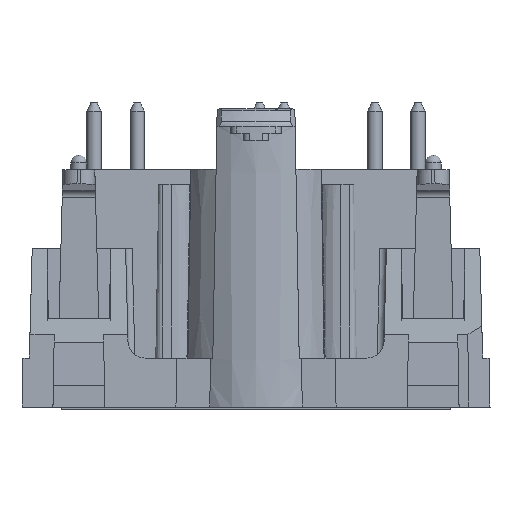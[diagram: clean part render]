
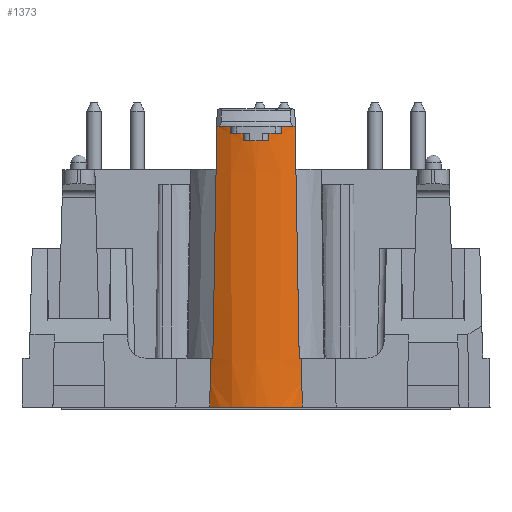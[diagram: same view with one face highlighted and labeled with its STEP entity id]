
A CAD part, left-side view. The second image highlights one B-rep face of the part: STEP entity #1373.
In plain terms, the highlighted conical face has half-angle 0.356 degrees and reference radius 5.5 mm.
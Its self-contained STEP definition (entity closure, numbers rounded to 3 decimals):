
#1373 = ADVANCED_FACE( '', ( #3499 ), #3500, .T. );
#3499 = FACE_OUTER_BOUND( '', #6543, .T. );
#3500 = CONICAL_SURFACE( '', #6544, 5.5, 0.006 );
#6543 = EDGE_LOOP( '', ( #10714, #10715, #10716, #10717, #10718, #10719, #10720, #10721, #10722, #10723, #10724, #10725, #10726, #10727, #10728, #10729 ) );
#6544 = AXIS2_PLACEMENT_3D( '', #10730, #10731, #10732 );
#10714 = ORIENTED_EDGE( '', *, *, #17798, .F. );
#10715 = ORIENTED_EDGE( '', *, *, #18239, .F. );
#10716 = ORIENTED_EDGE( '', *, *, #17378, .T. );
#10717 = ORIENTED_EDGE( '', *, *, #18395, .F. );
#10718 = ORIENTED_EDGE( '', *, *, #18396, .T. );
#10719 = ORIENTED_EDGE( '', *, *, #17429, .T. );
#10720 = ORIENTED_EDGE( '', *, *, #18397, .T. );
#10721 = ORIENTED_EDGE( '', *, *, #18398, .T. );
#10722 = ORIENTED_EDGE( '', *, *, #18399, .T. );
#10723 = ORIENTED_EDGE( '', *, *, #18400, .T. );
#10724 = ORIENTED_EDGE( '', *, *, #18068, .T. );
#10725 = ORIENTED_EDGE( '', *, *, #18401, .T. );
#10726 = ORIENTED_EDGE( '', *, *, #18402, .T. );
#10727 = ORIENTED_EDGE( '', *, *, #17575, .F. );
#10728 = ORIENTED_EDGE( '', *, *, #18403, .T. );
#10729 = ORIENTED_EDGE( '', *, *, #18404, .T. );
#10730 = CARTESIAN_POINT( '', ( -27.5, 0., 3.25 ) );
#10731 = DIRECTION( '', ( 0., 0., 1. ) );
#10732 = DIRECTION( '', ( -1., 0., 0. ) );
#17378 = EDGE_CURVE( '', #20633, #20639, #20641, .T. );
#17429 = EDGE_CURVE( '', #20733, #20731, #20734, .T. );
#17575 = EDGE_CURVE( '', #20986, #20988, #20989, .T. );
#17798 = EDGE_CURVE( '', #21378, #21380, #21381, .T. );
#18068 = EDGE_CURVE( '', #21844, #21842, #21845, .T. );
#18239 = EDGE_CURVE( '', #20633, #21378, #22132, .T. );
#18395 = EDGE_CURVE( '', #22391, #20639, #22392, .T. );
#18396 = EDGE_CURVE( '', #22391, #20733, #22393, .T. );
#18397 = EDGE_CURVE( '', #20731, #22394, #22395, .T. );
#18398 = EDGE_CURVE( '', #22394, #22396, #22397, .T. );
#18399 = EDGE_CURVE( '', #22396, #22398, #22399, .T. );
#18400 = EDGE_CURVE( '', #22398, #21844, #22400, .T. );
#18401 = EDGE_CURVE( '', #21842, #22401, #22402, .T. );
#18402 = EDGE_CURVE( '', #22401, #20988, #22403, .T. );
#18403 = EDGE_CURVE( '', #20986, #22404, #22405, .T. );
#18404 = EDGE_CURVE( '', #22404, #21380, #22406, .T. );
#20633 = VERTEX_POINT( '', #25440 );
#20639 = VERTEX_POINT( '', #25447 );
#20641 = CIRCLE( '', #25449, 5.5 );
#20731 = VERTEX_POINT( '', #25596 );
#20733 = VERTEX_POINT( '', #25599 );
#20734 = LINE( '', #25600, #25601 );
#20986 = VERTEX_POINT( '', #25972 );
#20988 = VERTEX_POINT( '', #25974 );
#20989 = ELLIPSE( '', #25975, 430.867, 7.027 );
#21378 = VERTEX_POINT( '', #26559 );
#21380 = VERTEX_POINT( '', #26562 );
#21381 = CIRCLE( '', #26563, 5.479 );
#21842 = VERTEX_POINT( '', #27241 );
#21844 = VERTEX_POINT( '', #27244 );
#21845 = CIRCLE( '', #27245, 5.597 );
#22132 = ELLIPSE( '', #27646, 255.779, 4.172 );
#22391 = VERTEX_POINT( '', #28015 );
#22392 = ELLIPSE( '', #28016, 430.867, 7.027 );
#22393 = CIRCLE( '', #28017, 5.6 );
#22394 = VERTEX_POINT( '', #28018 );
#22395 = CIRCLE( '', #28019, 5.597 );
#22396 = VERTEX_POINT( '', #28020 );
#22397 = LINE( '', #28021, #28022 );
#22398 = VERTEX_POINT( '', #28023 );
#22399 = CIRCLE( '', #28024, 5.594 );
#22400 = LINE( '', #28025, #28026 );
#22401 = VERTEX_POINT( '', #28027 );
#22402 = LINE( '', #28028, #28029 );
#22403 = CIRCLE( '', #28030, 5.6 );
#22404 = VERTEX_POINT( '', #28031 );
#22405 = CIRCLE( '', #28032, 5.5 );
#22406 = ELLIPSE( '', #28033, 255.779, 4.172 );
#25440 = CARTESIAN_POINT( '', ( -32., -3.162, 3.25 ) );
#25447 = CARTESIAN_POINT( '', ( -32.11, -3., 3.25 ) );
#25449 = AXIS2_PLACEMENT_3D( '', #32421, #32422, #32423 );
#25596 = CARTESIAN_POINT( '', ( -32.816, -1.75, 18.85 ) );
#25599 = CARTESIAN_POINT( '', ( -32.82, -1.75, 19.35 ) );
#25600 = CARTESIAN_POINT( '', ( -32.818, -1.75, 19.1 ) );
#25601 = VECTOR( '', #32470, 1000. );
#25972 = CARTESIAN_POINT( '', ( -32.11, 3., 3.25 ) );
#25974 = CARTESIAN_POINT( '', ( -32.396, 2.719, 19.35 ) );
#25975 = AXIS2_PLACEMENT_3D( '', #32621, #32622, #32623 );
#26559 = CARTESIAN_POINT( '', ( -31.941, -3.209, -0.15 ) );
#26562 = CARTESIAN_POINT( '', ( -31.941, 3.209, -0.15 ) );
#26563 = AXIS2_PLACEMENT_3D( '', #32861, #32862, #32863 );
#27241 = CARTESIAN_POINT( '', ( -32.816, 1.75, 18.85 ) );
#27244 = CARTESIAN_POINT( '', ( -33.024, 0.9, 18.85 ) );
#27245 = AXIS2_PLACEMENT_3D( '', #33148, #33149, #33150 );
#27646 = AXIS2_PLACEMENT_3D( '', #33354, #33355, #33356 );
#28015 = CARTESIAN_POINT( '', ( -32.396, -2.719, 19.35 ) );
#28016 = AXIS2_PLACEMENT_3D( '', #33515, #33516, #33517 );
#28017 = AXIS2_PLACEMENT_3D( '', #33518, #33519, #33520 );
#28018 = CARTESIAN_POINT( '', ( -33.024, -0.9, 18.85 ) );
#28019 = AXIS2_PLACEMENT_3D( '', #33521, #33522, #33523 );
#28020 = CARTESIAN_POINT( '', ( -33.021, -0.9, 18.35 ) );
#28021 = CARTESIAN_POINT( '', ( -33.022, -0.9, 18.6 ) );
#28022 = VECTOR( '', #33524, 1000. );
#28023 = CARTESIAN_POINT( '', ( -33.021, 0.9, 18.35 ) );
#28024 = AXIS2_PLACEMENT_3D( '', #33525, #33526, #33527 );
#28025 = CARTESIAN_POINT( '', ( -33.022, 0.9, 18.6 ) );
#28026 = VECTOR( '', #33528, 1000. );
#28027 = CARTESIAN_POINT( '', ( -32.82, 1.75, 19.35 ) );
#28028 = CARTESIAN_POINT( '', ( -32.818, 1.75, 19.1 ) );
#28029 = VECTOR( '', #33529, 1000. );
#28030 = AXIS2_PLACEMENT_3D( '', #33530, #33531, #33532 );
#28031 = CARTESIAN_POINT( '', ( -32., 3.162, 3.25 ) );
#28032 = AXIS2_PLACEMENT_3D( '', #33533, #33534, #33535 );
#28033 = AXIS2_PLACEMENT_3D( '', #33536, #33537, #33538 );
#32421 = CARTESIAN_POINT( '', ( -27.5, 0., 3.25 ) );
#32422 = DIRECTION( '', ( 0., 0., -1. ) );
#32423 = DIRECTION( '', ( -1., 0., 0. ) );
#32470 = DIRECTION( '', ( 0.007, 0., -1. ) );
#32621 = CARTESIAN_POINT( '', ( -27.5, -2.676, 328.415 ) );
#32622 = DIRECTION( '', ( 0., 1., 0.017 ) );
#32623 = DIRECTION( '', ( 0., -0.017, 1. ) );
#32861 = CARTESIAN_POINT( '', ( -27.5, 0., -0.15 ) );
#32862 = DIRECTION( '', ( 0., 0., -1. ) );
#32863 = DIRECTION( '', ( 1., 0., 0. ) );
#33148 = CARTESIAN_POINT( '', ( -27.5, 0., 18.85 ) );
#33149 = DIRECTION( '', ( 0., 0., -1. ) );
#33150 = DIRECTION( '', ( -1., 0., 0. ) );
#33354 = CARTESIAN_POINT( '', ( -29.088, 0., -163.553 ) );
#33355 = DIRECTION( '', ( 1., 0., 0.017 ) );
#33356 = DIRECTION( '', ( -0.017, 0., 1. ) );
#33515 = CARTESIAN_POINT( '', ( -27.5, 2.676, 328.415 ) );
#33516 = DIRECTION( '', ( 0., -1., 0.017 ) );
#33517 = DIRECTION( '', ( 0., 0.017, 1. ) );
#33518 = CARTESIAN_POINT( '', ( -27.5, 0., 19.35 ) );
#33519 = DIRECTION( '', ( 0., 0., -1. ) );
#33520 = DIRECTION( '', ( -1., 0., 0. ) );
#33521 = CARTESIAN_POINT( '', ( -27.5, 0., 18.85 ) );
#33522 = DIRECTION( '', ( 0., 0., -1. ) );
#33523 = DIRECTION( '', ( -1., 0., 0. ) );
#33524 = DIRECTION( '', ( 0.006, 0., -1. ) );
#33525 = CARTESIAN_POINT( '', ( -27.5, 0., 18.35 ) );
#33526 = DIRECTION( '', ( 0., 0., -1. ) );
#33527 = DIRECTION( '', ( -1., 0., 0. ) );
#33528 = DIRECTION( '', ( -0.006, 0., 1. ) );
#33529 = DIRECTION( '', ( -0.007, 0., 1. ) );
#33530 = CARTESIAN_POINT( '', ( -27.5, 0., 19.35 ) );
#33531 = DIRECTION( '', ( 0., 0., -1. ) );
#33532 = DIRECTION( '', ( -1., 0., 0. ) );
#33533 = CARTESIAN_POINT( '', ( -27.5, 0., 3.25 ) );
#33534 = DIRECTION( '', ( 0., 0., -1. ) );
#33535 = DIRECTION( '', ( -1., 0., 0. ) );
#33536 = CARTESIAN_POINT( '', ( -29.088, 0., -163.553 ) );
#33537 = DIRECTION( '', ( -1., 0., -0.017 ) );
#33538 = DIRECTION( '', ( -0.017, 0., 1. ) );
